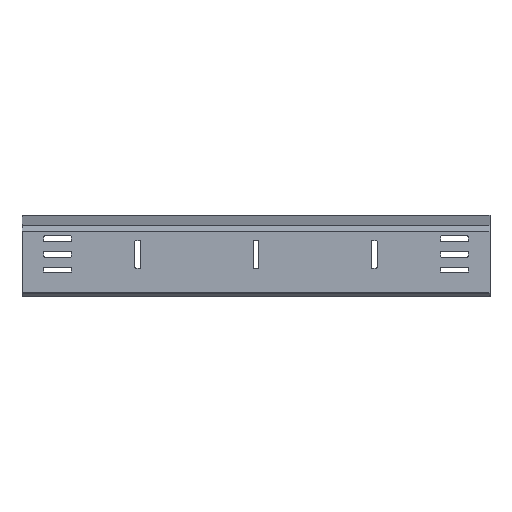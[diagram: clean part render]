
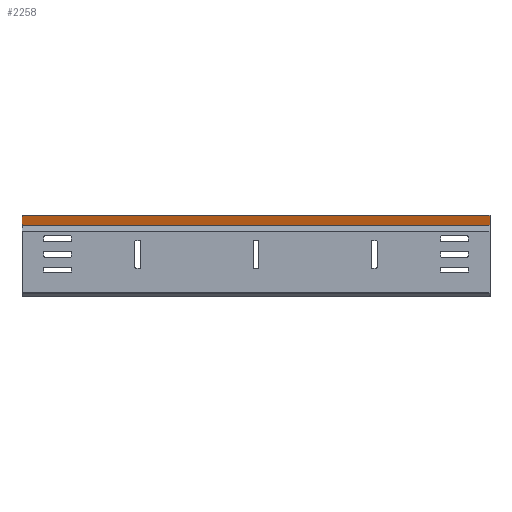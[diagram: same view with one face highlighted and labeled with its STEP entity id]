
A CAD part, front view. The second image highlights one B-rep face of the part: STEP entity #2258.
In plain terms, the highlighted planar face has unit normal (0, -0.966, -0.259).
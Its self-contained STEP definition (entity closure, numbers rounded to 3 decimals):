
#128 = ORIENTED_EDGE ( 'NONE', *, *, #1988, .F. ) ;
#184 = CARTESIAN_POINT ( 'NONE',  ( -296.5, 1.271, 7.727 ) ) ;
#191 = VECTOR ( 'NONE', #746, 1000. ) ;
#250 = FACE_OUTER_BOUND ( 'NONE', #1417, .T. ) ;
#288 = ORIENTED_EDGE ( 'NONE', *, *, #301, .T. ) ;
#301 = EDGE_CURVE ( 'NONE', #784, #2796, #3122, .T. ) ;
#470 = LINE ( 'NONE', #184, #2008 ) ;
#513 = AXIS2_PLACEMENT_3D ( 'NONE', #2599, #2798, #1796 ) ;
#607 = CARTESIAN_POINT ( 'NONE',  ( 296.5, 1.167, 8.116 ) ) ;
#683 = VERTEX_POINT ( 'NONE', #911 ) ;
#746 = DIRECTION ( 'NONE',  ( 0., -0.259, 0.966 ) ) ;
#784 = VERTEX_POINT ( 'NONE', #1469 ) ;
#874 = DIRECTION ( 'NONE',  ( -1., 0., 0. ) ) ;
#888 = LINE ( 'NONE', #2713, #3255 ) ;
#896 = DIRECTION ( 'NONE',  ( -1., 0., 0. ) ) ;
#911 = CARTESIAN_POINT ( 'NONE',  ( -296.5, -2.094, 20.284 ) ) ;
#1149 = EDGE_CURVE ( 'NONE', #2796, #683, #888, .T. ) ;
#1232 = ORIENTED_EDGE ( 'NONE', *, *, #2145, .F. ) ;
#1272 = PLANE ( 'NONE',  #513 ) ;
#1417 = EDGE_LOOP ( 'NONE', ( #2319, #1232, #128, #288 ) ) ;
#1469 = CARTESIAN_POINT ( 'NONE',  ( 296.5, 1.167, 8.116 ) ) ;
#1664 = VERTEX_POINT ( 'NONE', #2930 ) ;
#1796 = DIRECTION ( 'NONE',  ( 0., 0.259, -0.966 ) ) ;
#1884 = LINE ( 'NONE', #607, #3186 ) ;
#1988 = EDGE_CURVE ( 'NONE', #784, #1664, #1884, .T. ) ;
#2008 = VECTOR ( 'NONE', #2721, 1000. ) ;
#2145 = EDGE_CURVE ( 'NONE', #1664, #683, #470, .T. ) ;
#2258 = ADVANCED_FACE ( 'NONE', ( #250 ), #1272, .T. ) ;
#2319 = ORIENTED_EDGE ( 'NONE', *, *, #1149, .T. ) ;
#2324 = CARTESIAN_POINT ( 'NONE',  ( 296.5, 1.271, 7.727 ) ) ;
#2476 = CARTESIAN_POINT ( 'NONE',  ( 296.5, -2.094, 20.284 ) ) ;
#2599 = CARTESIAN_POINT ( 'NONE',  ( 296.5, 1.271, 7.727 ) ) ;
#2713 = CARTESIAN_POINT ( 'NONE',  ( 296.5, -2.094, 20.284 ) ) ;
#2721 = DIRECTION ( 'NONE',  ( 0., -0.259, 0.966 ) ) ;
#2796 = VERTEX_POINT ( 'NONE', #2476 ) ;
#2798 = DIRECTION ( 'NONE',  ( 0., -0.966, -0.259 ) ) ;
#2930 = CARTESIAN_POINT ( 'NONE',  ( -296.5, 1.167, 8.116 ) ) ;
#3122 = LINE ( 'NONE', #2324, #191 ) ;
#3186 = VECTOR ( 'NONE', #896, 1000. ) ;
#3255 = VECTOR ( 'NONE', #874, 1000. ) ;
